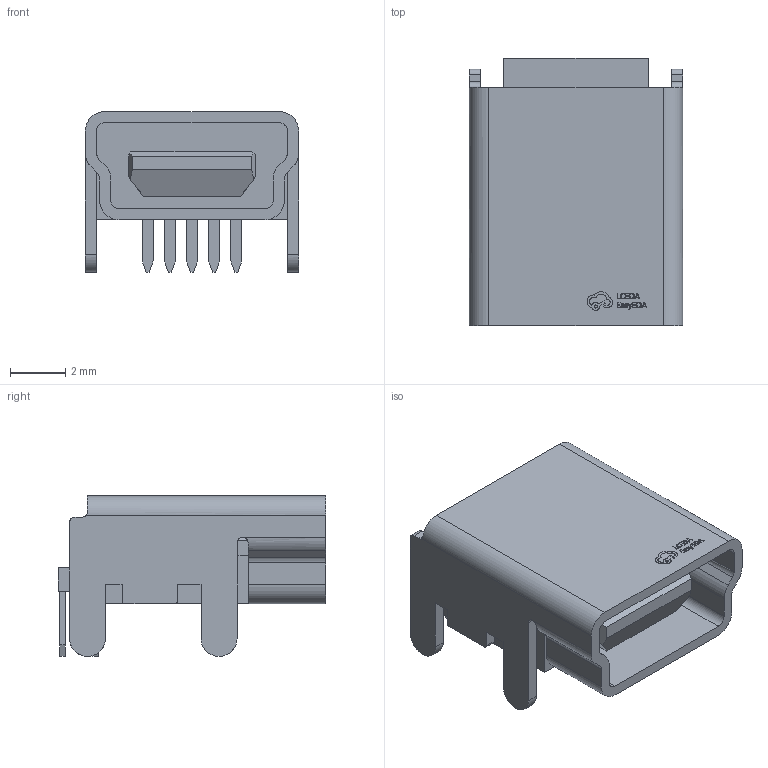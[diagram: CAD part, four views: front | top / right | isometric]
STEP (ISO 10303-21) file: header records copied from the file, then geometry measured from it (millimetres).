
FILE_DESCRIPTION(('Open CASCADE Model'),'2;1');
FILE_NAME('Open CASCADE Shape Model','2025-02-19T17:48:34',('Author'),( 'Open CASCADE'),'Open CASCADE STEP processor 7.8','Open CASCADE 7.8' ,'Unknown');
FILE_SCHEMA(('AUTOMOTIVE_DESIGN { 1 0 10303 214 1 1 1 1 }'));
Length unit declared in the file: millimetre
Products named in the file (1): COMPOUND
Bounding box: 7.7 x 9.65 x 5.8 mm (x, y, z)
Volume: 177.4 mm3; surface area: 572.4 mm2
Topology: 2 solids, 2 shells, 432 faces, 1185 edges, 788 vertices
Faces by surface type: bspline 432
Entity records: 16465 total; most frequent: CARTESIAN_POINT 6603, ORIENTED_EDGE 2370, EDGE_CURVE 1185, B_SPLINE_CURVE_WITH_KNOTS 1109, VERTEX_POINT 788, FACE_BOUND 465, EDGE_LOOP 465, ADVANCED_FACE 432
